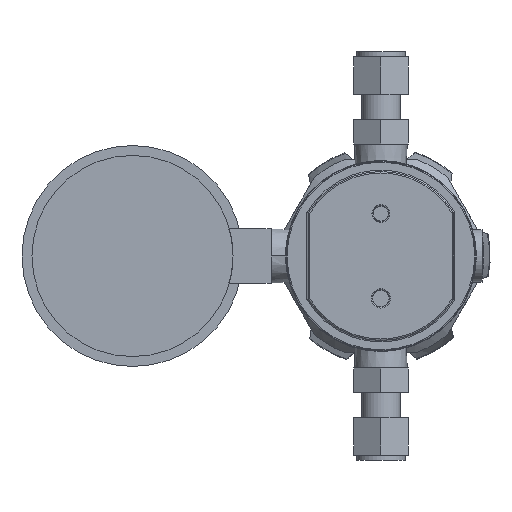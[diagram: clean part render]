
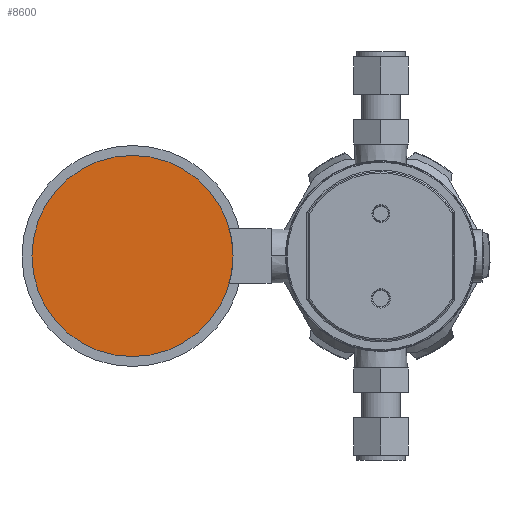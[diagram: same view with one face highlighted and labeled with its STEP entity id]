
A CAD part, front view. The second image highlights one B-rep face of the part: STEP entity #8600.
In plain terms, the highlighted face is planar.
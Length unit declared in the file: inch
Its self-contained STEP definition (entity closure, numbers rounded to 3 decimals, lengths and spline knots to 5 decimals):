
#8263=CARTESIAN_POINT('',(0.61,0.,0.));
#8264=DIRECTION('',(1.,0.,0.));
#8265=DIRECTION('',(0.,1.,0.));
#8266=AXIS2_PLACEMENT_3D('',#8263,#8264,#8265);
#8268=CARTESIAN_POINT('',(0.61,0.,0.));
#8269=DIRECTION('',(1.,0.,0.));
#8270=DIRECTION('',(0.,-1.,0.));
#8271=AXIS2_PLACEMENT_3D('',#8268,#8269,#8270);
#8385=CARTESIAN_POINT('',(0.61,1.0375,0.));
#8387=VERTEX_POINT('',#8385);
#8403=CARTESIAN_POINT('',(0.61,-1.0375,0.));
#8404=VERTEX_POINT('',#8403);
#8591=CARTESIAN_POINT('',(0.61,0.51875,0.));
#8592=DIRECTION('',(1.,0.,0.));
#8593=DIRECTION('',(0.,0.,-1.));
#8594=AXIS2_PLACEMENT_3D('',#8591,#8592,#8593);
#8595=PLANE('',#8594);
#8596=ORIENTED_EDGE('',*,*,#8560,.F.);
#8597=ORIENTED_EDGE('',*,*,#8586,.F.);
#8598=EDGE_LOOP('',(#8596,#8597));
#8599=FACE_OUTER_BOUND('',#8598,.F.);
#8600=ADVANCED_FACE('',(#8599),#8595,.T.);
#8267=CIRCLE('',#8266,1.0375);
#8272=CIRCLE('',#8271,1.0375);
#8560=EDGE_CURVE('',#8387,#8404,#8267,.T.);
#8586=EDGE_CURVE('',#8404,#8387,#8272,.T.);
